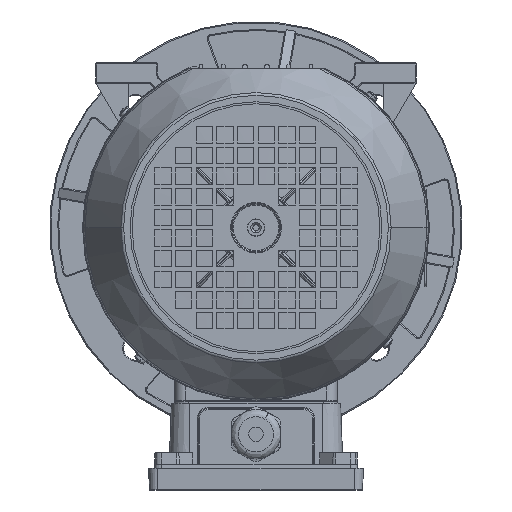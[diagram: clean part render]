
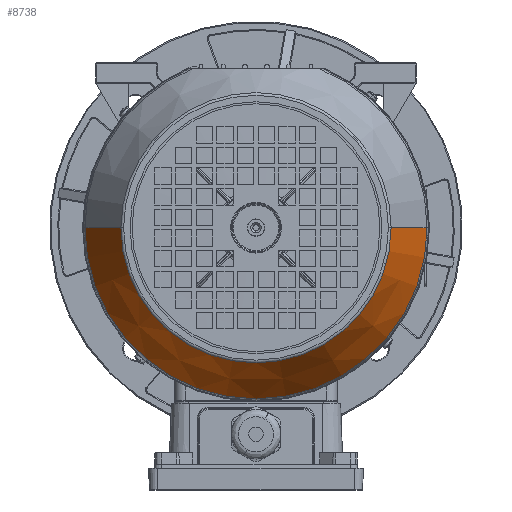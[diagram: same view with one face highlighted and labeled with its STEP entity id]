
A CAD part, left-side view. The second image highlights one B-rep face of the part: STEP entity #8738.
In plain terms, the highlighted conical face has half-angle 29.65 degrees and reference radius 65 mm.
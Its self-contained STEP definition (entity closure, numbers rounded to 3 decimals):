
#7833 = VERTEX_POINT ( 'NONE', #29300 ) ;
#8738 = ADVANCED_FACE ( 'NONE', ( #69067 ), #61958, .T. ) ;
#11806 = CARTESIAN_POINT ( 'NONE',  ( 37.65, 0., 82.845 ) ) ;
#14623 = CARTESIAN_POINT ( 'NONE',  ( 69., 0., 65. ) ) ;
#17247 = DIRECTION ( 'NONE',  ( 0., 0., -1. ) ) ;
#18888 = EDGE_CURVE ( 'NONE', #40819, #118471, #48208, .T. ) ;
#21074 = ORIENTED_EDGE ( 'NONE', *, *, #58695, .T. ) ;
#23467 = DIRECTION ( 'NONE',  ( 0., 0., 1. ) ) ;
#29300 = CARTESIAN_POINT ( 'NONE',  ( 68.242, 0., -65.431 ) ) ;
#40819 = VERTEX_POINT ( 'NONE', #44164 ) ;
#44129 = VECTOR ( 'NONE', #57956, 1000. ) ;
#44164 = CARTESIAN_POINT ( 'NONE',  ( 68.242, 0., 65.431 ) ) ;
#46323 = AXIS2_PLACEMENT_3D ( 'NONE', #119068, #80548, #126083 ) ;
#48208 = LINE ( 'NONE', #14623, #44129 ) ;
#50404 = ORIENTED_EDGE ( 'NONE', *, *, #137369, .T. ) ;
#50457 = LINE ( 'NONE', #95332, #63298 ) ;
#57956 = DIRECTION ( 'NONE',  ( -0.869, 0., 0.495 ) ) ;
#58695 = EDGE_CURVE ( 'NONE', #114259, #118471, #110795, .T. ) ;
#60161 = ORIENTED_EDGE ( 'NONE', *, *, #18888, .F. ) ;
#61958 = CONICAL_SURFACE ( 'NONE', #138285, 65., 0.517 ) ;
#63298 = VECTOR ( 'NONE', #83420, 1000. ) ;
#69067 = FACE_OUTER_BOUND ( 'NONE', #124219, .T. ) ;
#79372 = ORIENTED_EDGE ( 'NONE', *, *, #146510, .T. ) ;
#80548 = DIRECTION ( 'NONE',  ( 1., 0., 0. ) ) ;
#80984 = CARTESIAN_POINT ( 'NONE',  ( 69., 0., 0. ) ) ;
#83420 = DIRECTION ( 'NONE',  ( -0.869, 0., -0.495 ) ) ;
#87453 = DIRECTION ( 'NONE',  ( -1., 0., 0. ) ) ;
#88109 = AXIS2_PLACEMENT_3D ( 'NONE', #96379, #87453, #17247 ) ;
#95332 = CARTESIAN_POINT ( 'NONE',  ( 69., 0., -65. ) ) ;
#96379 = CARTESIAN_POINT ( 'NONE',  ( 68.242, 0., 0. ) ) ;
#110795 = CIRCLE ( 'NONE', #46323, 82.845 ) ;
#114259 = VERTEX_POINT ( 'NONE', #120531 ) ;
#118471 = VERTEX_POINT ( 'NONE', #11806 ) ;
#119068 = CARTESIAN_POINT ( 'NONE',  ( 37.65, 0., 0. ) ) ;
#120531 = CARTESIAN_POINT ( 'NONE',  ( 37.65, 0., -82.845 ) ) ;
#124219 = EDGE_LOOP ( 'NONE', ( #50404, #79372, #21074, #60161 ) ) ;
#124340 = DIRECTION ( 'NONE',  ( -1., 0., 0. ) ) ;
#126083 = DIRECTION ( 'NONE',  ( 0., 0., -1. ) ) ;
#137369 = EDGE_CURVE ( 'NONE', #40819, #7833, #138044, .T. ) ;
#138044 = CIRCLE ( 'NONE', #88109, 65.431 ) ;
#138285 = AXIS2_PLACEMENT_3D ( 'NONE', #80984, #124340, #23467 ) ;
#146510 = EDGE_CURVE ( 'NONE', #7833, #114259, #50457, .T. ) ;
